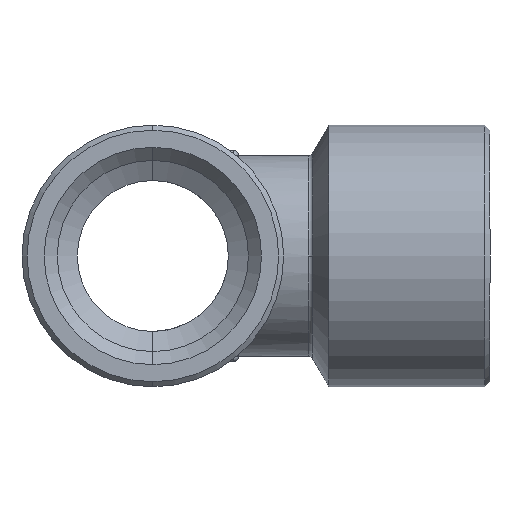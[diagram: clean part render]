
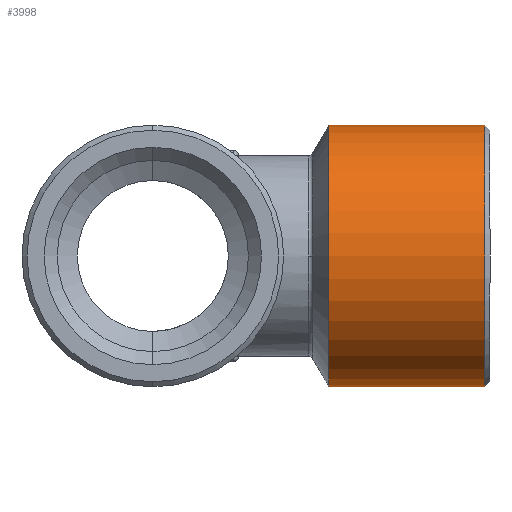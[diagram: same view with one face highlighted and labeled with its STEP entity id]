
A CAD part, left-side view. The second image highlights one B-rep face of the part: STEP entity #3998.
In plain terms, the highlighted cylindrical face has radius 13 mm (diameter 26 mm), a partial arc.
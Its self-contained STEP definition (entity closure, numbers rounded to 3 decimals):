
#1 = VERTEX_POINT ( 'NONE', #57 ) ;
#2 = VERTEX_POINT ( 'NONE', #56 ) ;
#5 = VERTEX_POINT ( 'NONE', #1347 ) ;
#15 = VERTEX_POINT ( 'NONE', #1324 ) ;
#56 = CARTESIAN_POINT ( 'NONE',  ( 0., -33., -13. ) ) ;
#57 = CARTESIAN_POINT ( 'NONE',  ( 0., -33., 13. ) ) ;
#160 = EDGE_CURVE ( 'NONE', #2, #15, #1463, .T. ) ;
#436 = EDGE_CURVE ( 'NONE', #1, #5, #1949, .T. ) ;
#1324 = CARTESIAN_POINT ( 'NONE',  ( 0., -17.5, -13. ) ) ;
#1347 = CARTESIAN_POINT ( 'NONE',  ( 0., -17.5, 13. ) ) ;
#1460 = DIRECTION ( 'NONE',  ( 0., 1., 0. ) ) ;
#1461 = VECTOR ( 'NONE', #1460, 1000. ) ;
#1462 = CARTESIAN_POINT ( 'NONE',  ( 0., 9.788, -13. ) ) ;
#1463 = LINE ( 'NONE', #1462, #1461 ) ;
#1946 = DIRECTION ( 'NONE',  ( 0., 1., 0. ) ) ;
#1947 = VECTOR ( 'NONE', #1946, 1000. ) ;
#1948 = CARTESIAN_POINT ( 'NONE',  ( 0., 9.788, 13. ) ) ;
#1949 = LINE ( 'NONE', #1948, #1947 ) ;
#3830 = DIRECTION ( 'NONE',  ( 0., 0., 1. ) ) ;
#3831 = DIRECTION ( 'NONE',  ( 0., 1., 0. ) ) ;
#3832 = CARTESIAN_POINT ( 'NONE',  ( 0., -17.5, 0. ) ) ;
#3833 = AXIS2_PLACEMENT_3D ( 'NONE', #3832, #3831, #3830 ) ;
#3834 = DIRECTION ( 'NONE',  ( 0., 0., 1. ) ) ;
#3835 = DIRECTION ( 'NONE',  ( 0., 1., 0. ) ) ;
#3836 = CARTESIAN_POINT ( 'NONE',  ( 0., 9.788, 0. ) ) ;
#3837 = AXIS2_PLACEMENT_3D ( 'NONE', #3836, #3835, #3834 ) ;
#3838 = CIRCLE ( 'NONE', #3833, 13. ) ;
#3839 = CYLINDRICAL_SURFACE ( 'NONE', #3837, 13. ) ;
#3840 = DIRECTION ( 'NONE',  ( 0., 0., 1. ) ) ;
#3841 = DIRECTION ( 'NONE',  ( 0., 1., 0. ) ) ;
#3842 = CARTESIAN_POINT ( 'NONE',  ( 0., -33., 0. ) ) ;
#3843 = AXIS2_PLACEMENT_3D ( 'NONE', #3842, #3841, #3840 ) ;
#3844 = CIRCLE ( 'NONE', #3843, 13. ) ;
#3845 = FACE_OUTER_BOUND ( 'NONE', #3999, .T. ) ;
#3997 = EDGE_CURVE ( 'NONE', #2, #1, #3844, .T. ) ;
#3998 = ADVANCED_FACE ( 'NONE', ( #3845 ), #3839, .T. ) ;
#3999 = EDGE_LOOP ( 'NONE', ( #4000, #4001, #4002, #4003 ) ) ;
#4000 = ORIENTED_EDGE ( 'NONE', *, *, #160, .F. ) ;
#4001 = ORIENTED_EDGE ( 'NONE', *, *, #3997, .T. ) ;
#4002 = ORIENTED_EDGE ( 'NONE', *, *, #436, .T. ) ;
#4003 = ORIENTED_EDGE ( 'NONE', *, *, #4004, .F. ) ;
#4004 = EDGE_CURVE ( 'NONE', #15, #5, #3838, .T. ) ;
